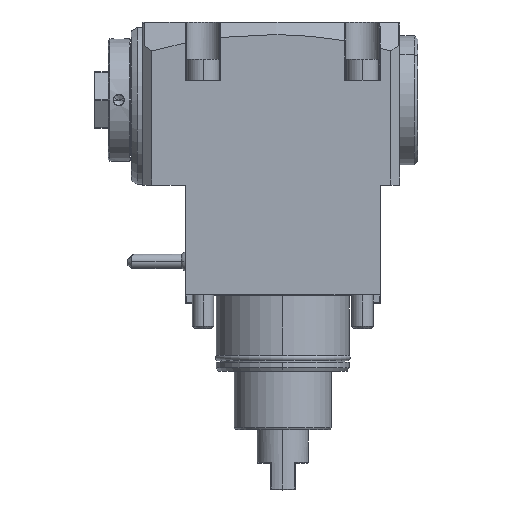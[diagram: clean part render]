
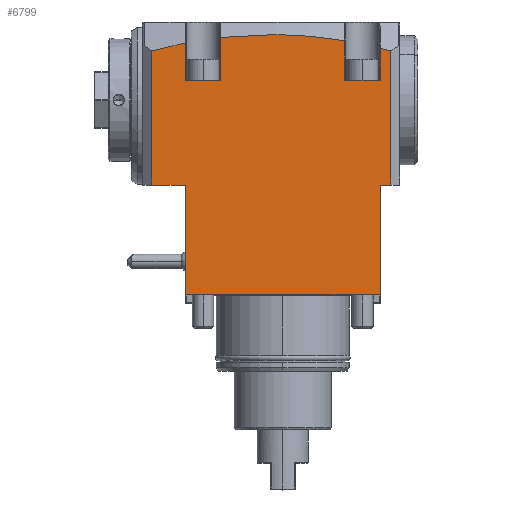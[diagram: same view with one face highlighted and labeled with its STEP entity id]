
A CAD part, top view. The second image highlights one B-rep face of the part: STEP entity #6799.
In plain terms, the highlighted planar face has unit normal (0, 0, 1).
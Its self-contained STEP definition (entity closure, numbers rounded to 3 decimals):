
#1120=DIRECTION('',(-1.,0.,0.));
#1121=VECTOR('',#1120,110.);
#1122=CARTESIAN_POINT('',(134.,0.,56.));
#1123=LINE('',#1122,#1121);
#1288=DIRECTION('',(0.,-1.,0.));
#1289=VECTOR('',#1288,75.637);
#1290=CARTESIAN_POINT('',(140.,137.637,56.));
#1291=LINE('',#1290,#1289);
#1292=DIRECTION('',(-1.,0.,0.));
#1293=VECTOR('',#1292,6.);
#1294=CARTESIAN_POINT('',(140.,62.,56.));
#1295=LINE('',#1294,#1293);
#1296=DIRECTION('',(0.,1.,0.));
#1297=VECTOR('',#1296,62.);
#1298=CARTESIAN_POINT('',(134.,0.,56.));
#1299=LINE('',#1298,#1297);
#1300=DIRECTION('',(0.,1.,0.));
#1301=VECTOR('',#1300,62.);
#1302=CARTESIAN_POINT('',(24.,0.,56.));
#1303=LINE('',#1302,#1301);
#1304=DIRECTION('',(1.,0.,0.));
#1305=VECTOR('',#1304,19.);
#1306=CARTESIAN_POINT('',(5.,62.,56.));
#1307=LINE('',#1306,#1305);
#1308=CARTESIAN_POINT('',(23.931,142.14,56.));
#1309=CARTESIAN_POINT('',(17.564,140.878,56.));
#1310=CARTESIAN_POINT('',(11.254,139.375,56.));
#1311=CARTESIAN_POINT('',(5.,137.637,56.));
#1313=DIRECTION('',(-0.631,0.776,0.));
#1314=VECTOR('',#1313,0.11);
#1315=CARTESIAN_POINT('',(24.,142.055,56.));
#1316=LINE('',#1315,#1314);
#1317=DIRECTION('',(0.,1.,0.));
#1318=VECTOR('',#1317,21.055);
#1319=CARTESIAN_POINT('',(24.,121.,56.));
#1320=LINE('',#1319,#1318);
#1321=DIRECTION('',(0.,-1.,0.));
#1322=VECTOR('',#1321,24.285);
#1323=CARTESIAN_POINT('',(44.,145.285,56.));
#1324=LINE('',#1323,#1322);
#1325=CARTESIAN_POINT('',(44.,145.285,56.));
#1326=CARTESIAN_POINT('',(55.71,146.638,56.));
#1327=CARTESIAN_POINT('',(79.086,147.665,56.));
#1328=CARTESIAN_POINT('',(102.377,145.4,56.));
#1329=CARTESIAN_POINT('',(114.,143.437,56.));
#1331=DIRECTION('',(0.,1.,0.));
#1332=VECTOR('',#1331,22.437);
#1333=CARTESIAN_POINT('',(114.,121.,56.));
#1334=LINE('',#1333,#1332);
#1335=DIRECTION('',(0.,-1.,0.));
#1336=VECTOR('',#1335,18.101);
#1337=CARTESIAN_POINT('',(134.,139.101,56.));
#1338=LINE('',#1337,#1336);
#1339=DIRECTION('',(-0.645,-0.764,0.));
#1340=VECTOR('',#1339,0.136);
#1341=CARTESIAN_POINT('',(134.088,139.205,56.));
#1342=LINE('',#1341,#1340);
#1343=CARTESIAN_POINT('',(134.088,139.205,56.));
#1344=CARTESIAN_POINT('',(136.065,138.706,56.));
#1345=CARTESIAN_POINT('',(138.035,138.183,56.));
#1346=CARTESIAN_POINT('',(140.,137.637,56.));
#1359=CARTESIAN_POINT('',(140.,137.637,56.));
#1786=CARTESIAN_POINT('',(44.,145.285,56.));
#1815=DIRECTION('',(-1.,0.,0.));
#1816=VECTOR('',#1815,20.);
#1817=CARTESIAN_POINT('',(134.,121.,56.));
#1818=LINE('',#1817,#1816);
#1992=DIRECTION('',(-1.,0.,0.));
#1993=VECTOR('',#1992,20.);
#1994=CARTESIAN_POINT('',(44.,121.,56.));
#1995=LINE('',#1994,#1993);
#2090=DIRECTION('',(0.,-1.,0.));
#2091=VECTOR('',#2090,75.637);
#2092=CARTESIAN_POINT('',(5.,137.637,56.));
#2093=LINE('',#2092,#2091);
#2106=CARTESIAN_POINT('',(5.,137.637,56.));
#4614=VERTEX_POINT('',#2106);
#4617=VERTEX_POINT('',#1359);
#4623=CARTESIAN_POINT('',(24.,121.,56.));
#4625=VERTEX_POINT('',#4623);
#4626=CARTESIAN_POINT('',(24.,142.055,56.));
#4627=CARTESIAN_POINT('',(23.931,142.14,56.));
#4628=VERTEX_POINT('',#4626);
#4629=VERTEX_POINT('',#4627);
#4637=VERTEX_POINT('',#1786);
#4638=CARTESIAN_POINT('',(44.,121.,56.));
#4639=VERTEX_POINT('',#4638);
#4660=VERTEX_POINT('',#1343);
#4661=VERTEX_POINT('',#1329);
#4663=CARTESIAN_POINT('',(114.,121.,56.));
#4665=VERTEX_POINT('',#4663);
#4670=CARTESIAN_POINT('',(134.,121.,56.));
#4672=VERTEX_POINT('',#4670);
#4719=CARTESIAN_POINT('',(134.,139.101,56.));
#4721=VERTEX_POINT('',#4719);
#5179=CARTESIAN_POINT('',(24.,0.,56.));
#5180=CARTESIAN_POINT('',(24.,62.,56.));
#5181=VERTEX_POINT('',#5179);
#5182=VERTEX_POINT('',#5180);
#5183=CARTESIAN_POINT('',(5.,62.,56.));
#5184=VERTEX_POINT('',#5183);
#5191=CARTESIAN_POINT('',(134.,0.,56.));
#5192=VERTEX_POINT('',#5191);
#5239=CARTESIAN_POINT('',(140.,62.,56.));
#5240=VERTEX_POINT('',#5239);
#5241=CARTESIAN_POINT('',(134.,62.,56.));
#5242=VERTEX_POINT('',#5241);
#6759=CARTESIAN_POINT('',(0.,154.,56.));
#6760=DIRECTION('',(0.,0.,1.));
#6761=DIRECTION('',(0.,-1.,0.));
#6762=AXIS2_PLACEMENT_3D('',#6759,#6760,#6761);
#6763=PLANE('',#6762);
#6765=ORIENTED_EDGE('',*,*,#6764,.T.);
#6767=ORIENTED_EDGE('',*,*,#6766,.T.);
#6769=ORIENTED_EDGE('',*,*,#6768,.F.);
#6770=ORIENTED_EDGE('',*,*,#6482,.T.);
#6771=ORIENTED_EDGE('',*,*,#6461,.T.);
#6772=ORIENTED_EDGE('',*,*,#6438,.F.);
#6774=ORIENTED_EDGE('',*,*,#6773,.F.);
#6776=ORIENTED_EDGE('',*,*,#6775,.F.);
#6778=ORIENTED_EDGE('',*,*,#6777,.F.);
#6780=ORIENTED_EDGE('',*,*,#6779,.F.);
#6782=ORIENTED_EDGE('',*,*,#6781,.F.);
#6784=ORIENTED_EDGE('',*,*,#6783,.F.);
#6786=ORIENTED_EDGE('',*,*,#6785,.T.);
#6788=ORIENTED_EDGE('',*,*,#6787,.F.);
#6790=ORIENTED_EDGE('',*,*,#6789,.F.);
#6792=ORIENTED_EDGE('',*,*,#6791,.F.);
#6794=ORIENTED_EDGE('',*,*,#6793,.F.);
#6796=ORIENTED_EDGE('',*,*,#6795,.T.);
#6797=EDGE_LOOP('',(#6765,#6767,#6769,#6770,#6771,#6772,#6774,#6776,#6778,#6780,
#6782,#6784,#6786,#6788,#6790,#6792,#6794,#6796));
#6798=FACE_OUTER_BOUND('',#6797,.F.);
#1312=B_SPLINE_CURVE_WITH_KNOTS('',3,(#1308,#1309,#1310,#1311),.UNSPECIFIED.,
.F.,.F.,(4,4),(0.,1.),.UNSPECIFIED.);
#1330=B_SPLINE_CURVE_WITH_KNOTS('',3,(#1325,#1326,#1327,#1328,#1329),
.UNSPECIFIED.,.F.,.F.,(4,1,4),(0.,0.5,1.),.UNSPECIFIED.);
#1347=B_SPLINE_CURVE_WITH_KNOTS('',3,(#1343,#1344,#1345,#1346),.UNSPECIFIED.,
.F.,.F.,(4,4),(0.,1.),.UNSPECIFIED.);
#6438=EDGE_CURVE('',#5184,#5182,#1307,.T.);
#6461=EDGE_CURVE('',#5181,#5182,#1303,.T.);
#6482=EDGE_CURVE('',#5192,#5181,#1123,.T.);
#6764=EDGE_CURVE('',#4617,#5240,#1291,.T.);
#6766=EDGE_CURVE('',#5240,#5242,#1295,.T.);
#6768=EDGE_CURVE('',#5192,#5242,#1299,.T.);
#6773=EDGE_CURVE('',#4614,#5184,#2093,.T.);
#6775=EDGE_CURVE('',#4629,#4614,#1312,.T.);
#6777=EDGE_CURVE('',#4628,#4629,#1316,.T.);
#6779=EDGE_CURVE('',#4625,#4628,#1320,.T.);
#6781=EDGE_CURVE('',#4639,#4625,#1995,.T.);
#6783=EDGE_CURVE('',#4637,#4639,#1324,.T.);
#6785=EDGE_CURVE('',#4637,#4661,#1330,.T.);
#6787=EDGE_CURVE('',#4665,#4661,#1334,.T.);
#6789=EDGE_CURVE('',#4672,#4665,#1818,.T.);
#6791=EDGE_CURVE('',#4721,#4672,#1338,.T.);
#6793=EDGE_CURVE('',#4660,#4721,#1342,.T.);
#6795=EDGE_CURVE('',#4660,#4617,#1347,.T.);
#6799=ADVANCED_FACE('',(#6798),#6763,.T.);
